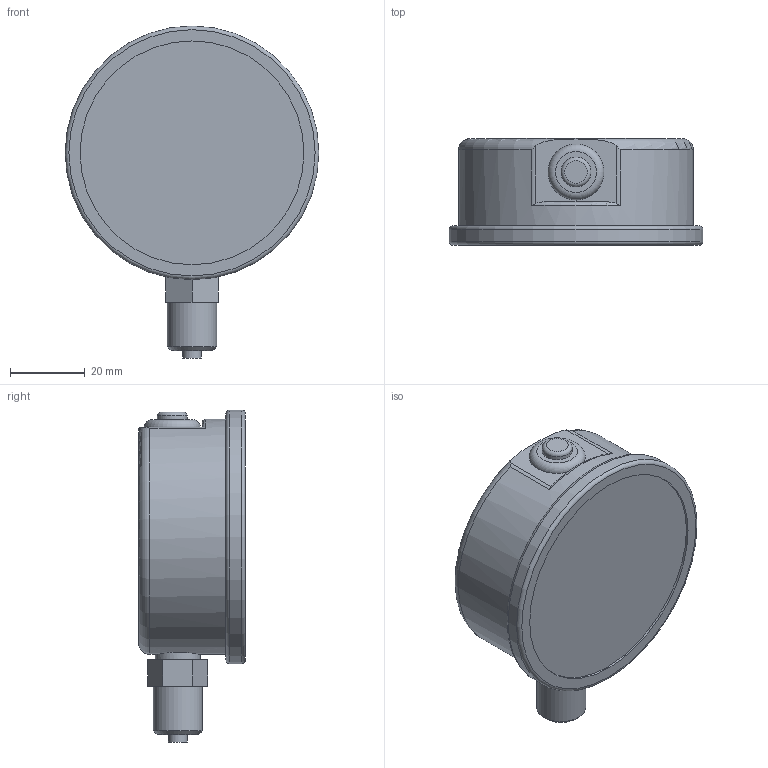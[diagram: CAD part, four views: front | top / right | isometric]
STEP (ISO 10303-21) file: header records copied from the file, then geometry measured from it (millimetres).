
FILE_DESCRIPTION( ( 'Unknown' ), '1' );
FILE_NAME( 'MIR63060.stp', 'Unknown', ( 'Unknown' ), ( 'Unknown' ), 'PSStep 15.0.49', 'Unknown', ' ' );
FILE_SCHEMA( ( 'AUTOMOTIVE_DESIGN { 1 0 10303 214 1 1 1 1 }' ) );
Length unit declared in the file: millimetre
Products named in the file (1): 1
Bounding box: 68 x 28.6 x 89 mm (x, y, z)
Volume: 92726.1 mm3; surface area: 13831.5 mm2
Topology: 1 solids, 1 shells, 34 faces, 71 edges, 47 vertices
Faces by surface type: plane 18, cylinder 9, torus 6, cone 1
Full cylindrical faces by diameter (mm): 5 x1, 8 x1, 12 x1, 13.157 x1, 60 x1, 63 x1, 68 x1
Entity records: 1223 total; most frequent: CARTESIAN_POINT 282, DIRECTION 137, ORIENTED_EDGE 106, AXIS2_PLACEMENT_3D 57, EDGE_LOOP 55, EDGE_CURVE 53, FACE_OUTER_BOUND 46, VERTEX_POINT 42
